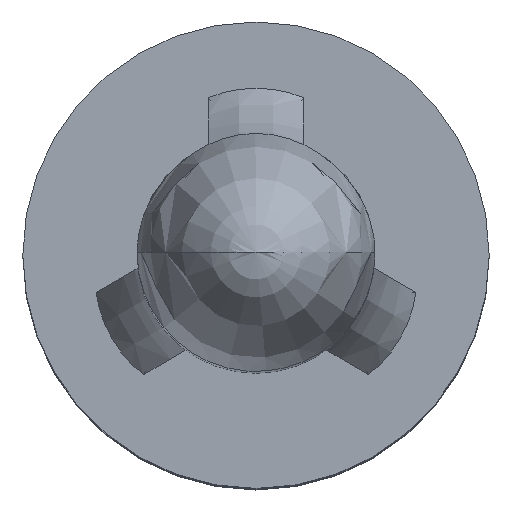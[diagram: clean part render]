
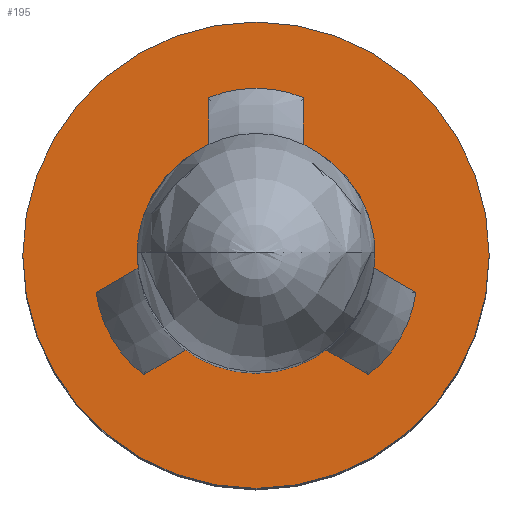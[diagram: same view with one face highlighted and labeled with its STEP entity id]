
A CAD part, top view. The second image highlights one B-rep face of the part: STEP entity #195.
In plain terms, the highlighted planar face has unit normal (0, 0, 1).
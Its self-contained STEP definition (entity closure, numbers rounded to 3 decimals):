
#46=FACE_BOUND('',#331,.T.);
#47=FACE_BOUND('',#332,.T.);
#81=PLANE('',#1106);
#131=CIRCLE('',#1085,1.15);
#135=CIRCLE('',#1100,1.05);
#136=CIRCLE('',#1104,2.45);
#137=CIRCLE('',#1105,2.45);
#195=ADVANCED_FACE('',(#46,#47),#81,.T.);
#331=EDGE_LOOP('',(#620,#621,#622,#623));
#332=EDGE_LOOP('',(#624,#625));
#620=ORIENTED_EDGE('',*,*,#897,.F.);
#621=ORIENTED_EDGE('',*,*,#799,.F.);
#622=ORIENTED_EDGE('',*,*,#877,.F.);
#623=ORIENTED_EDGE('',*,*,#899,.F.);
#624=ORIENTED_EDGE('',*,*,#900,.T.);
#625=ORIENTED_EDGE('',*,*,#901,.F.);
#700=VERTEX_POINT('',#1483);
#703=VERTEX_POINT('',#1488);
#757=VERTEX_POINT('',#1931);
#766=VERTEX_POINT('',#2074);
#767=VERTEX_POINT('',#2081);
#768=VERTEX_POINT('',#2082);
#799=EDGE_CURVE('',#703,#700,#935,.T.);
#877=EDGE_CURVE('',#757,#703,#131,.T.);
#897=EDGE_CURVE('',#700,#766,#135,.T.);
#899=EDGE_CURVE('',#766,#757,#965,.T.);
#900=EDGE_CURVE('',#767,#768,#136,.T.);
#901=EDGE_CURVE('',#767,#768,#137,.T.);
#935=LINE('',#1489,#985);
#965=LINE('',#2078,#1015);
#985=VECTOR('',#1159,1.);
#1015=VECTOR('',#1323,1.);
#1085=AXIS2_PLACEMENT_3D('',#1930,#1279,#1280);
#1100=AXIS2_PLACEMENT_3D('',#2073,#1316,#1317);
#1104=AXIS2_PLACEMENT_3D('',#2080,#1326,#1327);
#1105=AXIS2_PLACEMENT_3D('',#2083,#1328,#1329);
#1106=AXIS2_PLACEMENT_3D('',#2084,#1330,#1331);
#1159=DIRECTION('',(0.,1.,0.));
#1279=DIRECTION('',(0.,0.,1.));
#1280=DIRECTION('',(0.087,-0.996,0.));
#1316=DIRECTION('',(0.,0.,1.));
#1317=DIRECTION('',(-0.095,-0.995,0.));
#1323=DIRECTION('',(0.,-1.,0.));
#1326=DIRECTION('',(0.,0.,1.));
#1327=DIRECTION('',(-1.,0.,0.));
#1328=DIRECTION('',(0.,0.,-1.));
#1329=DIRECTION('',(-1.,0.,0.));
#1330=DIRECTION('',(0.,0.,1.));
#1331=DIRECTION('',(-1.,0.,0.));
#1483=CARTESIAN_POINT('',(-0.1,-1.045,-5.5));
#1488=CARTESIAN_POINT('',(-0.1,-1.146,-5.5));
#1489=CARTESIAN_POINT('',(-0.1,-1.146,-5.5));
#1930=CARTESIAN_POINT('',(0.,0.,-5.5));
#1931=CARTESIAN_POINT('',(0.1,-1.146,-5.5));
#2073=CARTESIAN_POINT('',(0.,0.,-5.5));
#2074=CARTESIAN_POINT('',(0.1,-1.045,-5.5));
#2078=CARTESIAN_POINT('',(0.1,-1.045,-5.5));
#2080=CARTESIAN_POINT('',(0.,0.,-5.5));
#2081=CARTESIAN_POINT('',(-2.45,0.,-5.5));
#2082=CARTESIAN_POINT('',(2.45,0.,-5.5));
#2083=CARTESIAN_POINT('',(0.,0.,-5.5));
#2084=CARTESIAN_POINT('',(0.,0.,-5.5));
